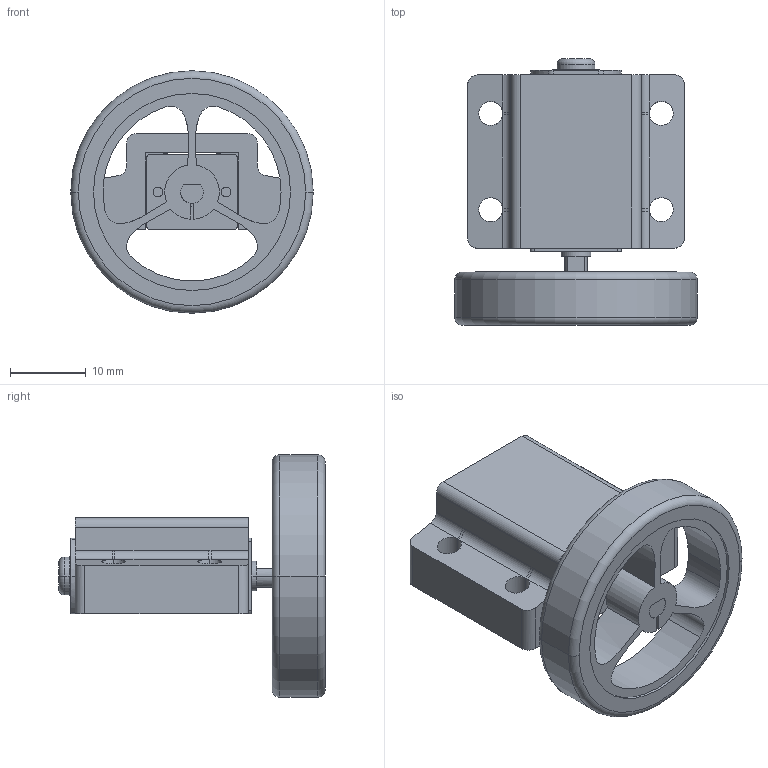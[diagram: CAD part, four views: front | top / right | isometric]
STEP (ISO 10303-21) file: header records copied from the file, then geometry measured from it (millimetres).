
FILE_DESCRIPTION(('FreeCAD Model'),'2;1');
FILE_NAME('Fusion.step', '2017-06-01T07:24:09',('kicad StepUp'),('ksu MCAD'), 'Open CASCADE STEP processor 6.8','FreeCAD','Unknown');
FILE_SCHEMA(('AUTOMOTIVE_DESIGN_CC2 { 1 2 10303 214 -1 1 5 4 }'));
Length unit declared in the file: millimetre
Products named in the file (2): ASSEMBLY; Fusion
Assembly tree (1 placements, depth 2):
  ASSEMBLY
    Fusion
Bounding box: 32 x 35.16 x 32 mm (x, y, z)
Volume: 8665 mm3; surface area: 6648.8 mm2
Topology: 1 solids, 1 shells, 175 faces, 482 edges, 312 vertices
Faces by surface type: cylinder 93, plane 57, torus 15, bspline 10
Entity records: 6999 total; most frequent: CARTESIAN_POINT 1162, DIRECTION 994, ORIENTED_EDGE 964, EDGE_CURVE 482, AXIS2_PLACEMENT_3D 384, VERTEX_POINT 312, LINE 226, VECTOR 226
